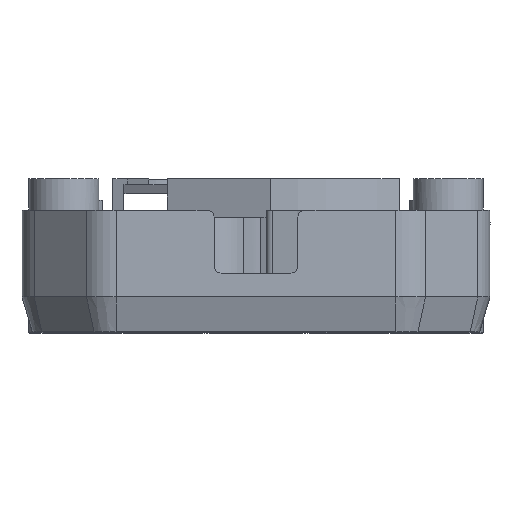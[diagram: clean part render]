
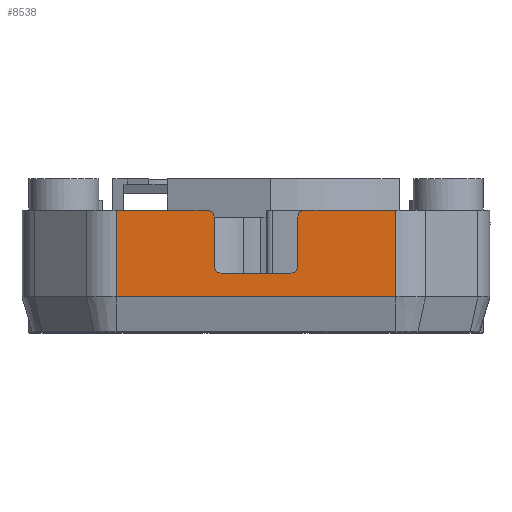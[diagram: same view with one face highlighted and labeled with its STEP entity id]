
A CAD part, top view. The second image highlights one B-rep face of the part: STEP entity #8538.
In plain terms, the highlighted planar face has unit normal (0, 0, 1).
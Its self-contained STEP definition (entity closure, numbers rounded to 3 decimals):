
#589=CIRCLE('',#9285,1.);
#594=CIRCLE('',#9293,1.);
#595=CIRCLE('',#9296,1.);
#596=CIRCLE('',#9298,1.);
#953=FACE_OUTER_BOUND('',#1452,.T.);
#1452=EDGE_LOOP('',(#6709,#6710,#6711,#6712,#6713,#6714,#6715,#6716,#6717,
#6718,#6719,#6720));
#1888=LINE('',#13000,#2724);
#2102=LINE('',#13727,#2938);
#2130=LINE('',#13819,#2966);
#2149=LINE('',#13878,#2985);
#2157=LINE('',#13901,#2993);
#2160=LINE('',#13911,#2996);
#2161=LINE('',#13912,#2997);
#2162=LINE('',#13913,#2998);
#2724=VECTOR('',#10300,10.);
#2938=VECTOR('',#10962,10.);
#2966=VECTOR('',#11048,10.);
#2985=VECTOR('',#11099,10.);
#2993=VECTOR('',#11121,10.);
#2996=VECTOR('',#11134,10.);
#2997=VECTOR('',#11135,10.);
#2998=VECTOR('',#11136,10.);
#3627=VERTEX_POINT('',#12990);
#3629=VERTEX_POINT('',#12998);
#3843=VERTEX_POINT('',#13724);
#3844=VERTEX_POINT('',#13726);
#3878=VERTEX_POINT('',#13816);
#3879=VERTEX_POINT('',#13818);
#3900=VERTEX_POINT('',#13868);
#3903=VERTEX_POINT('',#13876);
#3910=VERTEX_POINT('',#13895);
#3911=VERTEX_POINT('',#13899);
#3912=VERTEX_POINT('',#13903);
#3913=VERTEX_POINT('',#13907);
#4535=EDGE_CURVE('',#3629,#3627,#1888,.T.);
#4860=EDGE_CURVE('',#3843,#3844,#2102,.T.);
#4908=EDGE_CURVE('',#3878,#3879,#2130,.T.);
#4934=EDGE_CURVE('',#3900,#3843,#589,.T.);
#4939=EDGE_CURVE('',#3900,#3903,#2149,.T.);
#4949=EDGE_CURVE('',#3910,#3903,#594,.T.);
#4951=EDGE_CURVE('',#3910,#3911,#2157,.T.);
#4952=EDGE_CURVE('',#3912,#3911,#595,.T.);
#4954=EDGE_CURVE('',#3879,#3913,#596,.T.);
#4956=EDGE_CURVE('',#3844,#3629,#2160,.T.);
#4957=EDGE_CURVE('',#3912,#3913,#2161,.T.);
#4958=EDGE_CURVE('',#3627,#3878,#2162,.T.);
#6709=ORIENTED_EDGE('',*,*,#4535,.F.);
#6710=ORIENTED_EDGE('',*,*,#4956,.F.);
#6711=ORIENTED_EDGE('',*,*,#4860,.F.);
#6712=ORIENTED_EDGE('',*,*,#4934,.F.);
#6713=ORIENTED_EDGE('',*,*,#4939,.T.);
#6714=ORIENTED_EDGE('',*,*,#4949,.F.);
#6715=ORIENTED_EDGE('',*,*,#4951,.T.);
#6716=ORIENTED_EDGE('',*,*,#4952,.F.);
#6717=ORIENTED_EDGE('',*,*,#4957,.T.);
#6718=ORIENTED_EDGE('',*,*,#4954,.F.);
#6719=ORIENTED_EDGE('',*,*,#4908,.F.);
#6720=ORIENTED_EDGE('',*,*,#4958,.F.);
#8183=PLANE('',#9299);
#8538=ADVANCED_FACE('',(#953),#8183,.T.);
#9285=AXIS2_PLACEMENT_3D('',#13869,#11090,#11091);
#9293=AXIS2_PLACEMENT_3D('',#13897,#11116,#11117);
#9296=AXIS2_PLACEMENT_3D('',#13904,#11124,#11125);
#9298=AXIS2_PLACEMENT_3D('',#13908,#11129,#11130);
#9299=AXIS2_PLACEMENT_3D('',#13910,#11132,#11133);
#10300=DIRECTION('',(-1.,0.,0.));
#10962=DIRECTION('',(1.,0.,0.));
#11048=DIRECTION('',(1.,0.,0.));
#11090=DIRECTION('center_axis',(0.,0.,
-1.));
#11091=DIRECTION('ref_axis',(-0.707,0.707,0.));
#11099=DIRECTION('',(0.,-1.,0.));
#11116=DIRECTION('center_axis',(0.,0.,
1.));
#11117=DIRECTION('ref_axis',(0.707,-0.707,0.));
#11121=DIRECTION('',(-1.,0.,0.));
#11124=DIRECTION('center_axis',(0.,0.,
1.));
#11125=DIRECTION('ref_axis',(-0.707,-0.707,0.));
#11129=DIRECTION('center_axis',(0.,0.,
-1.));
#11130=DIRECTION('ref_axis',(0.707,0.707,0.));
#11132=DIRECTION('center_axis',(0.,0.,
1.));
#11133=DIRECTION('ref_axis',(1.,0.,0.));
#11134=DIRECTION('',(0.,-1.,0.));
#11135=DIRECTION('',(0.,1.,0.));
#11136=DIRECTION('',(0.,1.,0.));
#12990=CARTESIAN_POINT('',(-20.015,-17.,83.333));
#12998=CARTESIAN_POINT('',(20.015,-17.,83.333));
#13000=CARTESIAN_POINT('',(-11.25,-17.,83.333));
#13724=CARTESIAN_POINT('',(7.,-4.6,83.333));
#13726=CARTESIAN_POINT('',(20.015,-4.6,83.333));
#13727=CARTESIAN_POINT('',(22.5,-4.6,83.333));
#13816=CARTESIAN_POINT('',(-20.015,-4.6,83.333));
#13818=CARTESIAN_POINT('',(-7.,-4.6,83.333));
#13819=CARTESIAN_POINT('',(22.5,-4.6,83.333));
#13868=CARTESIAN_POINT('',(6.,-5.6,83.333));
#13869=CARTESIAN_POINT('Origin',(7.,-5.6,83.333));
#13876=CARTESIAN_POINT('',(6.,-12.6,83.333));
#13878=CARTESIAN_POINT('',(6.,-13.3,83.333));
#13895=CARTESIAN_POINT('',(5.,-13.6,83.333));
#13897=CARTESIAN_POINT('Origin',(5.,-12.6,83.333));
#13899=CARTESIAN_POINT('',(-5.,-13.6,83.333));
#13901=CARTESIAN_POINT('',(-11.25,-13.6,83.333));
#13903=CARTESIAN_POINT('',(-6.,-12.6,83.333));
#13904=CARTESIAN_POINT('Origin',(-5.,-12.6,83.333));
#13907=CARTESIAN_POINT('',(-6.,-5.6,83.333));
#13908=CARTESIAN_POINT('Origin',(-7.,-5.6,83.333));
#13910=CARTESIAN_POINT('Origin',(-22.5,-22.,83.333));
#13911=CARTESIAN_POINT('',(20.015,-22.,83.333));
#13912=CARTESIAN_POINT('',(-6.,-13.3,83.333));
#13913=CARTESIAN_POINT('',(-20.015,-22.,83.333));
